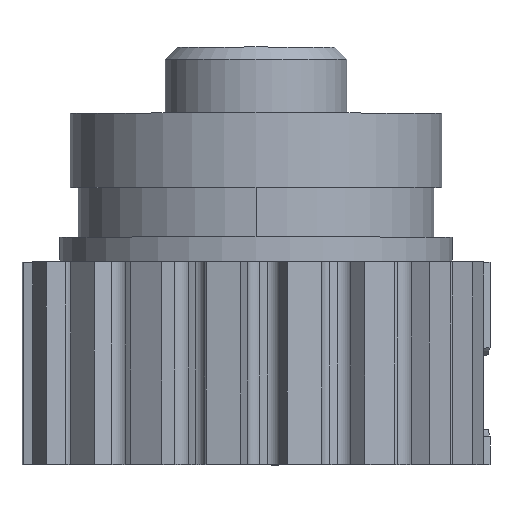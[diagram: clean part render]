
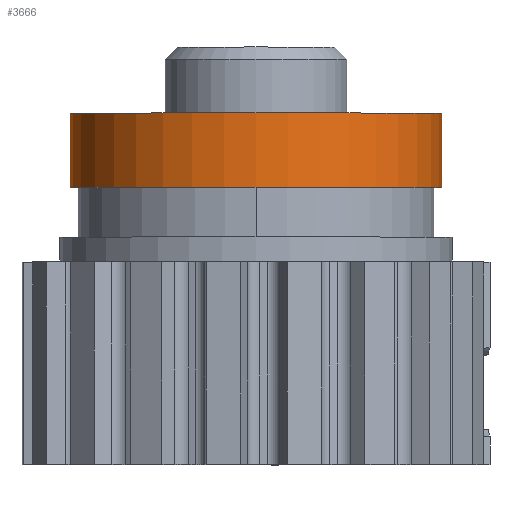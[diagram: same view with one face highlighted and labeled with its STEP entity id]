
A CAD part, top view. The second image highlights one B-rep face of the part: STEP entity #3666.
In plain terms, the highlighted cylindrical face has radius 4.5 mm (diameter 9 mm), a partial arc.
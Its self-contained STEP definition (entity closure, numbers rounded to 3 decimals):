
#217=CARTESIAN_POINT('',(0.,6.05,0.));
#218=DIRECTION('',(0.,-1.,0.));
#219=DIRECTION('',(1.,0.,0.));
#220=AXIS2_PLACEMENT_3D('',#217,#218,#219);
#991=CARTESIAN_POINT('',(0.,4.25,0.));
#992=DIRECTION('',(0.,-1.,0.));
#993=DIRECTION('',(1.,0.,0.));
#994=AXIS2_PLACEMENT_3D('',#991,#992,#993);
#1001=DIRECTION('',(0.,1.,0.));
#1002=VECTOR('',#1001,1.8);
#1003=CARTESIAN_POINT('',(4.5,4.25,0.));
#1004=LINE('',#1003,#1002);
#1005=DIRECTION('',(0.,1.,0.));
#1006=VECTOR('',#1005,1.8);
#1007=CARTESIAN_POINT('',(-4.5,4.25,0.));
#1008=LINE('',#1007,#1006);
#2499=CARTESIAN_POINT('',(4.5,6.05,0.));
#2500=CARTESIAN_POINT('',(-4.5,6.05,0.));
#2501=VERTEX_POINT('',#2499);
#2502=VERTEX_POINT('',#2500);
#2511=CARTESIAN_POINT('',(4.5,4.25,0.));
#2512=CARTESIAN_POINT('',(-4.5,4.25,0.));
#2513=VERTEX_POINT('',#2511);
#2514=VERTEX_POINT('',#2512);
#3653=CARTESIAN_POINT('',(0.,8.05,0.));
#3654=DIRECTION('',(0.,-1.,0.));
#3655=DIRECTION('',(-1.,0.,0.));
#3656=AXIS2_PLACEMENT_3D('',#3653,#3654,#3655);
#3657=CYLINDRICAL_SURFACE('',#3656,4.5);
#3658=ORIENTED_EDGE('',*,*,#3642,.T.);
#3660=ORIENTED_EDGE('',*,*,#3659,.T.);
#3661=ORIENTED_EDGE('',*,*,#2826,.F.);
#3663=ORIENTED_EDGE('',*,*,#3662,.F.);
#3664=EDGE_LOOP('',(#3658,#3660,#3661,#3663));
#3665=FACE_OUTER_BOUND('',#3664,.F.);
#3666=ADVANCED_FACE('',(#3665),#3657,.T.);
#221=CIRCLE('',#220,4.5);
#995=CIRCLE('',#994,4.5);
#2826=EDGE_CURVE('',#2501,#2502,#221,.T.);
#3642=EDGE_CURVE('',#2513,#2514,#995,.T.);
#3659=EDGE_CURVE('',#2514,#2502,#1008,.T.);
#3662=EDGE_CURVE('',#2513,#2501,#1004,.T.);
